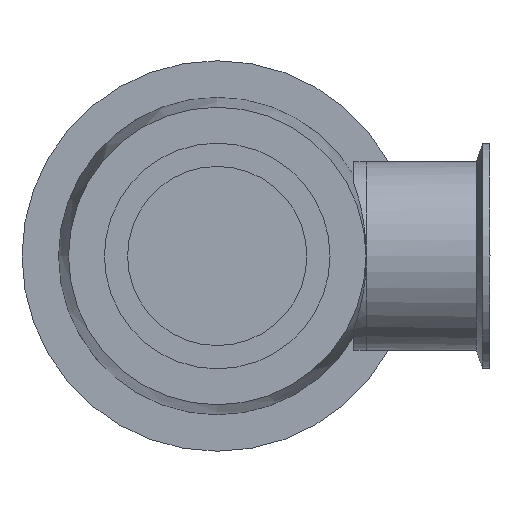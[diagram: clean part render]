
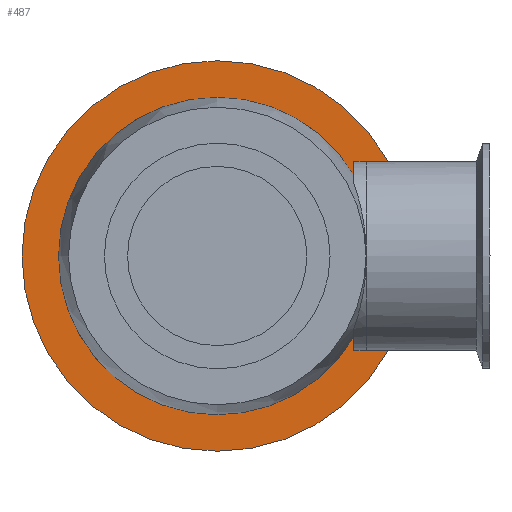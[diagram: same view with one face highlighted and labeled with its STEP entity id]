
A CAD part, front view. The second image highlights one B-rep face of the part: STEP entity #487.
In plain terms, the highlighted planar face has unit normal (0, -1, 0).
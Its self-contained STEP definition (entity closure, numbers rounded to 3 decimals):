
#19=FACE_BOUND('',#116,.T.);
#39=PLANE('',#572);
#78=FACE_OUTER_BOUND('',#115,.T.);
#115=EDGE_LOOP('',(#416));
#116=EDGE_LOOP('',(#417));
#198=CIRCLE('',#571,78.75);
#199=CIRCLE('',#573,64.);
#240=VERTEX_POINT('',#955);
#241=VERTEX_POINT('',#959);
#301=EDGE_CURVE('',#240,#240,#198,.T.);
#303=EDGE_CURVE('',#241,#241,#199,.T.);
#416=ORIENTED_EDGE('',*,*,#301,.T.);
#417=ORIENTED_EDGE('',*,*,#303,.F.);
#487=ADVANCED_FACE('',(#78,#19),#39,.T.);
#571=AXIS2_PLACEMENT_3D('',#956,#710,#711);
#572=AXIS2_PLACEMENT_3D('',#958,#713,#714);
#573=AXIS2_PLACEMENT_3D('',#960,#715,#716);
#710=DIRECTION('center_axis',(0.,-1.,0.));
#711=DIRECTION('ref_axis',(1.,0.,0.));
#713=DIRECTION('center_axis',(0.,-1.,0.));
#714=DIRECTION('ref_axis',(0.,0.,-1.));
#715=DIRECTION('center_axis',(0.,-1.,0.));
#716=DIRECTION('ref_axis',(1.,0.,0.));
#955=CARTESIAN_POINT('',(78.75,107.9,0.));
#956=CARTESIAN_POINT('Origin',(0.,107.9,0.));
#958=CARTESIAN_POINT('Origin',(-64.,107.9,0.));
#959=CARTESIAN_POINT('',(64.,107.9,0.));
#960=CARTESIAN_POINT('Origin',(0.,107.9,0.));
